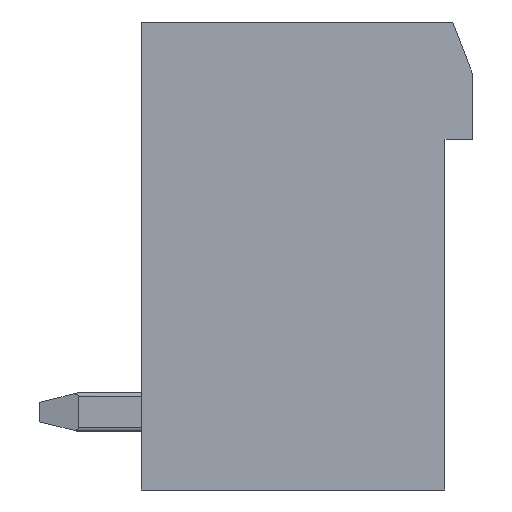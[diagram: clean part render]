
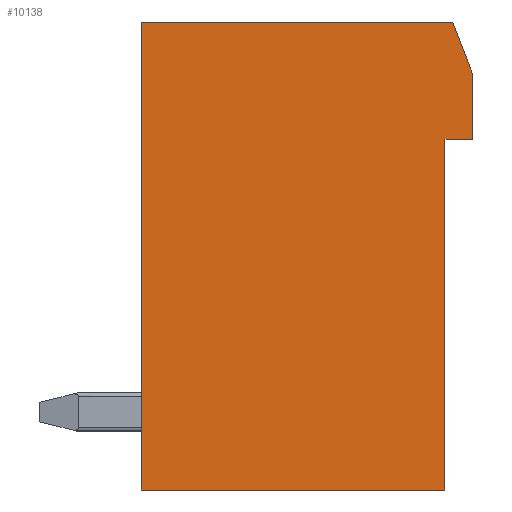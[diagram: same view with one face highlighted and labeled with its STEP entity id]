
A CAD part, left-side view. The second image highlights one B-rep face of the part: STEP entity #10138.
In plain terms, the highlighted planar face has unit normal (-1, 0, 0).
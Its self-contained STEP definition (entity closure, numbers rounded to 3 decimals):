
#351=LINE('',#14101,#1456);
#359=LINE('',#14117,#1464);
#369=LINE('',#14140,#1474);
#624=LINE('',#14724,#1729);
#634=LINE('',#14737,#1739);
#635=LINE('',#14739,#1740);
#638=LINE('',#14745,#1743);
#1456=VECTOR('',#11314,1000.);
#1464=VECTOR('',#11326,1000.);
#1474=VECTOR('',#11340,1000.);
#1729=VECTOR('',#11733,1000.);
#1739=VECTOR('',#11745,1000.);
#1740=VECTOR('',#11748,1000.);
#1743=VECTOR('',#11753,1000.);
#4032=ORIENTED_EDGE('',*,*,#5527,.T.);
#4033=ORIENTED_EDGE('',*,*,#5519,.T.);
#4034=ORIENTED_EDGE('',*,*,#5826,.T.);
#4035=ORIENTED_EDGE('',*,*,#5538,.T.);
#4036=ORIENTED_EDGE('',*,*,#5840,.T.);
#4037=ORIENTED_EDGE('',*,*,#5837,.T.);
#4038=ORIENTED_EDGE('',*,*,#5836,.T.);
#5519=EDGE_CURVE('',#6996,#6995,#351,.T.);
#5527=EDGE_CURVE('',#7001,#6996,#359,.T.);
#5538=EDGE_CURVE('',#7013,#7012,#369,.T.);
#5826=EDGE_CURVE('',#6995,#7013,#624,.T.);
#5836=EDGE_CURVE('',#7250,#7001,#634,.T.);
#5837=EDGE_CURVE('',#7251,#7250,#635,.T.);
#5840=EDGE_CURVE('',#7012,#7251,#638,.T.);
#6995=VERTEX_POINT('',#14100);
#6996=VERTEX_POINT('',#14102);
#7001=VERTEX_POINT('',#14115);
#7012=VERTEX_POINT('',#14139);
#7013=VERTEX_POINT('',#14141);
#7250=VERTEX_POINT('',#14729);
#7251=VERTEX_POINT('',#14740);
#8516=EDGE_LOOP('',(#4032,#4033,#4034,#4035,#4036,#4037,#4038));
#9141=FACE_BOUND('',#8516,.T.);
#9660=PLANE('',#10835);
#10138=ADVANCED_FACE('',(#9141),#9660,.T.);
#10835=AXIS2_PLACEMENT_3D('',#15727,#12690,#12691);
#11314=DIRECTION('',(0.,1.,0.));
#11326=DIRECTION('',(0.,0.359,0.933));
#11340=DIRECTION('',(0.,-1.,0.));
#11733=DIRECTION('',(0.,0.,-1.));
#11745=DIRECTION('',(0.,0.,1.));
#11748=DIRECTION('',(0.,-1.,0.));
#11753=DIRECTION('',(0.,0.,1.));
#12690=DIRECTION('',(-1.,0.,0.));
#12691=DIRECTION('',(0.,0.,1.));
#14100=CARTESIAN_POINT('',(-15.,8.5,6.));
#14101=CARTESIAN_POINT('',(-15.,0.5,6.));
#14102=CARTESIAN_POINT('',(-15.,0.5,6.));
#14115=CARTESIAN_POINT('',(-15.,0.,4.7));
#14117=CARTESIAN_POINT('',(-15.,0.,4.7));
#14139=CARTESIAN_POINT('',(-15.,0.7,-6.));
#14140=CARTESIAN_POINT('',(-15.,8.5,-6.));
#14141=CARTESIAN_POINT('',(-15.,8.5,-6.));
#14724=CARTESIAN_POINT('',(-15.,8.5,6.));
#14729=CARTESIAN_POINT('',(-15.,0.,3.));
#14737=CARTESIAN_POINT('',(-15.,0.,3.));
#14739=CARTESIAN_POINT('',(-15.,0.7,3.));
#14740=CARTESIAN_POINT('',(-15.,0.7,3.));
#14745=CARTESIAN_POINT('',(-15.,0.7,-6.));
#15727=CARTESIAN_POINT('',(-15.,0.,0.));
